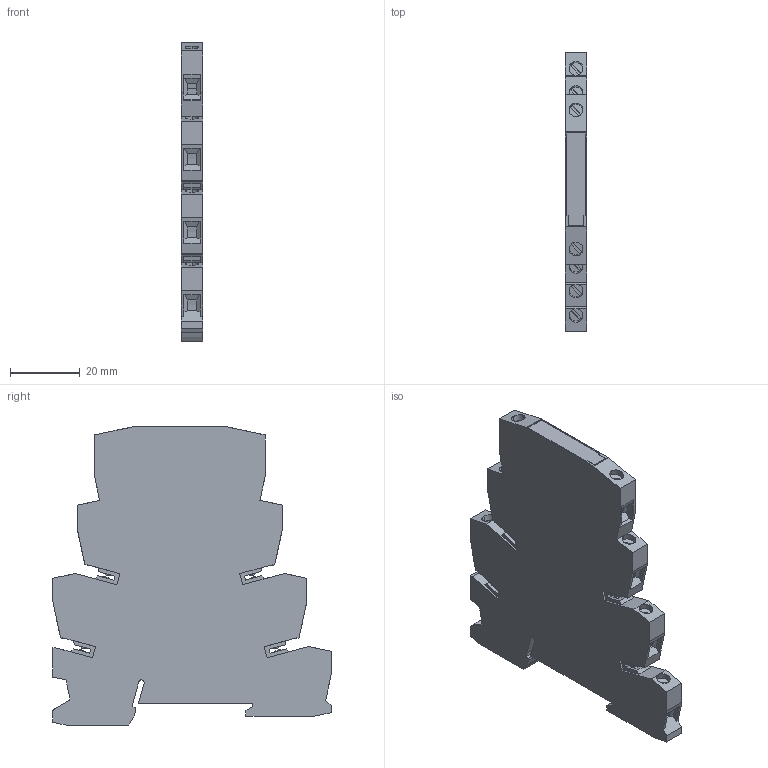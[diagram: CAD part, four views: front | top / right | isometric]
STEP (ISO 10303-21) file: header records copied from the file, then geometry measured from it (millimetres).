
FILE_DESCRIPTION(('Creo Elements/Direct Modeling STEP Export'),'2;1');
FILE_NAME('model.stp','2019-03-31T 4:25:22',(''),(''),'Creo Elements/Direct Modeling STEP processor for AP214 (Solid Model)','Creo Elements/Direct Modeling 20.1A 29-Sep-2018 (C) Parametric Technology GmbH','');
FILE_SCHEMA(('AUTOMOTIVE_DESIGN { 1 0 10303 214 1 1 1 1 }'));
Length unit declared in the file: millimetre
Products named in the file (2): PLC_ETD-SC-6-select
Assembly tree (1 placements, depth 2):
  PLC_ETD-SC-6-select
    PLC_ETD-SC-6-select
Bounding box: 6.1 x 80 x 85.7 mm (x, y, z)
Volume: 29901.3 mm3; surface area: 13961.1 mm2
Topology: 1 solids, 1 shells, 330 faces, 869 edges, 564 vertices
Faces by surface type: plane 313, cylinder 17
Entity records: 12189 total; most frequent: ORIENTED_EDGE 1738, CARTESIAN_POINT 1665, DIRECTION 1432, EDGE_CURVE 869, VECTOR 770, LINE 770, VERTEX_POINT 564, EDGE_LOOP 353
